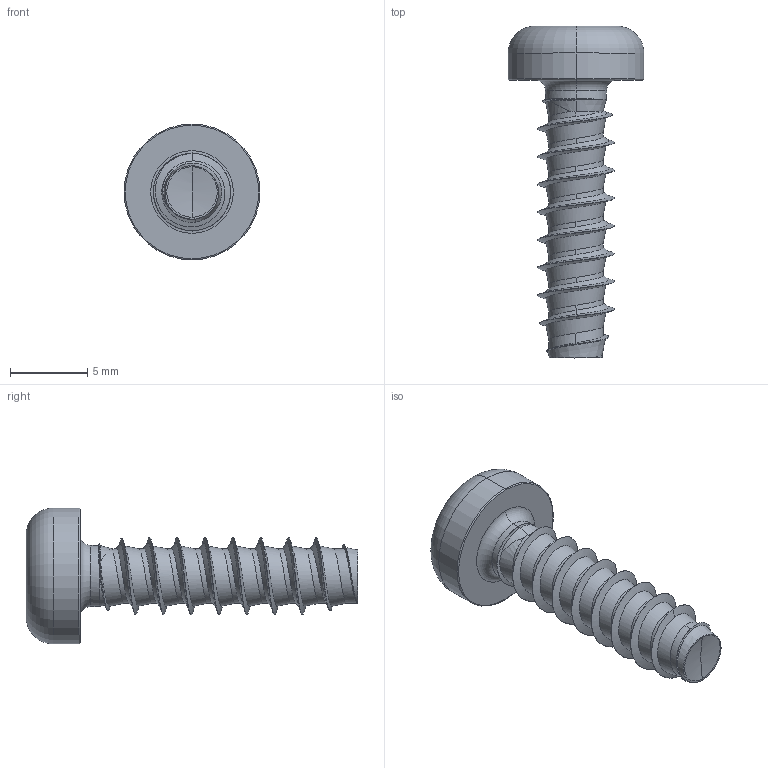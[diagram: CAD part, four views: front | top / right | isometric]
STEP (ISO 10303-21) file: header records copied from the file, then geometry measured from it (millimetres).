
FILE_DESCRIPTION (( 'STEP AP203' ), '1' );
FILE_NAME ('STP420500180.STEP', '2017-08-16T15:13:24', ( '' ), ( '' ), 'SwSTEP 2.0', 'SolidWorks 2015', '' );
FILE_SCHEMA (( 'CONFIG_CONTROL_DESIGN' ));
Length unit declared in the file: millimetre
Products named in the file (1): STP420500180
Bounding box: 8.8 x 21.49 x 8.8 mm (x, y, z)
Volume: 382.4 mm3; surface area: 549.2 mm2
Topology: 1 solids, 1 shells, 108 faces, 262 edges, 158 vertices
Faces by surface type: cylinder 45, bspline 35, cone 11, torus 10, sphere 4, plane 3
Entity records: 22028 total; most frequent: CARTESIAN_POINT 19784, ORIENTED_EDGE 524, DIRECTION 356, EDGE_CURVE 262, VERTEX_POINT 158, AXIS2_PLACEMENT_3D 148, EDGE_LOOP 110, B_SPLINE_CURVE_WITH_KNOTS 110
